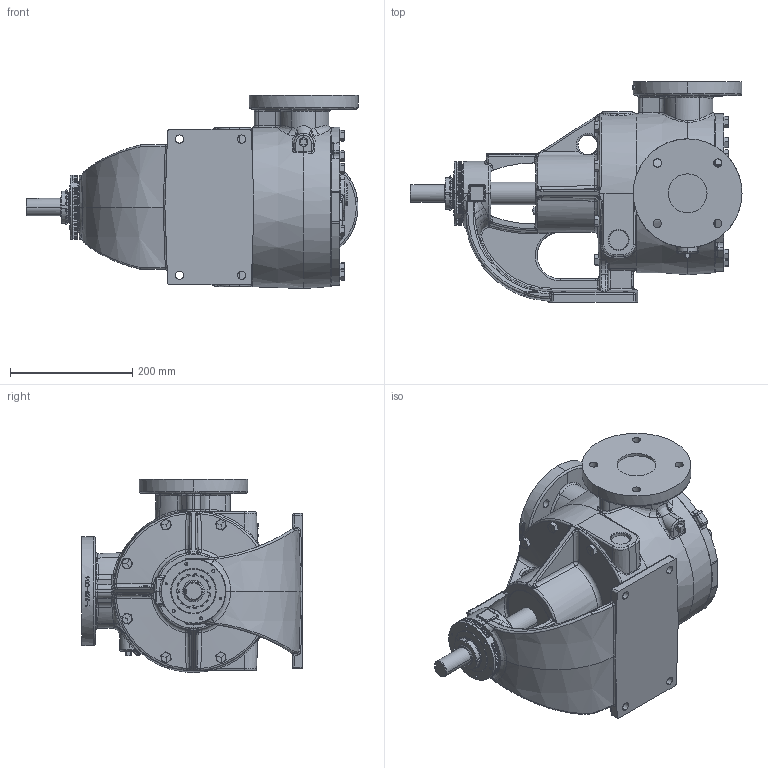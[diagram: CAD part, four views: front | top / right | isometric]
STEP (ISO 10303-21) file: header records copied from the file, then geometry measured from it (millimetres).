
FILE_DESCRIPTION (( 'STEP AP214' ), '1' );
FILE_NAME ('LQ724.STEP', '2016-09-07T16:23:43', ( '' ), ( '' ), 'SwSTEP 2.0', 'SolidWorks 2015', '' );
FILE_SCHEMA (( 'AUTOMOTIVE_DESIGN' ));
Length unit declared in the file: inch
Products named in the file (2): LQ724
Bounding box: 542.8 x 360.43 x 315.74 mm (x, y, z)
Volume: 16170959.5 mm3; surface area: 734999.1 mm2
Topology: 1 solids, 1 shells, 2424 faces, 6153 edges, 3754 vertices
Faces by surface type: plane 931, bspline 552, cylinder 489, cone 303, torus 109, sphere 40
Entity records: 179279 total; most frequent: CARTESIAN_POINT 104286, ORIENTED_EDGE 12222, DIRECTION 9595, EDGE_CURVE 6111, VERTEX_POINT 3754, AXIS2_PLACEMENT_3D 3663, EDGE_LOOP 2533, ADVANCED_FACE 2424
